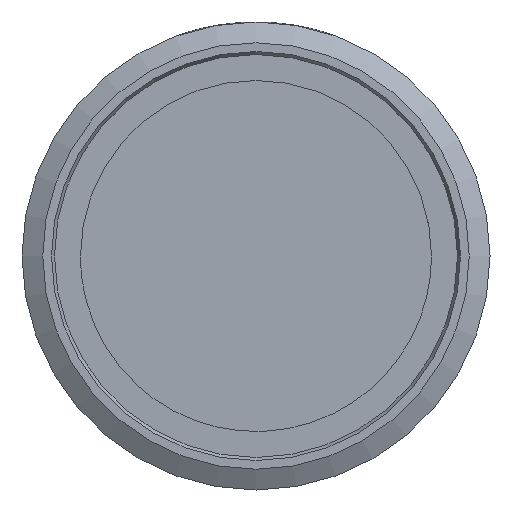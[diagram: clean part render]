
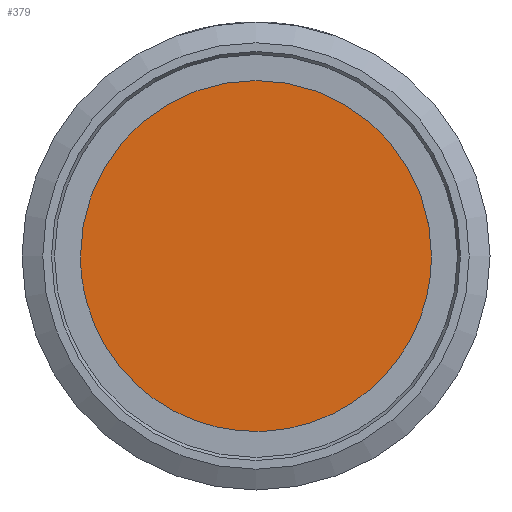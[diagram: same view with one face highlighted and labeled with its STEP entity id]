
A CAD part, front view. The second image highlights one B-rep face of the part: STEP entity #379.
In plain terms, the highlighted planar face has unit normal (0, -1, 0).
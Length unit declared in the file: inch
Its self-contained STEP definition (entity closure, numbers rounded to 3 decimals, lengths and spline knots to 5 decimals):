
#57 = CARTESIAN_POINT ( 'NONE',  ( -0.13321, -1.9685, -0.2306 ) ) ;
#91 = DIRECTION ( 'NONE',  ( 0., -1., 0. ) ) ;
#108 = CARTESIAN_POINT ( 'NONE',  ( -0.08562, -1.9685, -0.25218 ) ) ;
#117 = CARTESIAN_POINT ( 'NONE',  ( 0.22586, -1.9685, -0.14029 ) ) ;
#165 = EDGE_LOOP ( 'NONE', ( #1431, #407 ) ) ;
#202 = AXIS2_PLACEMENT_3D ( 'NONE', #459, #91, #659 ) ;
#269 = CARTESIAN_POINT ( 'NONE',  ( 0.17592, -1.9685, -0.19995 ) ) ;
#294 = CARTESIAN_POINT ( 'NONE',  ( 0.25721, -1.9685, -0.06902 ) ) ;
#379 = ADVANCED_FACE ( 'NONE', ( #1907 ), #576, .T. ) ;
#407 = ORIENTED_EDGE ( 'NONE', *, *, #963, .T. ) ;
#423 = CARTESIAN_POINT ( 'NONE',  ( -0.25718, -1.9685, -0.06918 ) ) ;
#459 = CARTESIAN_POINT ( 'NONE',  ( 0., -1.9685, 0. ) ) ;
#465 = CARTESIAN_POINT ( 'NONE',  ( 0.264, -1.9685, -0.03502 ) ) ;
#472 = CARTESIAN_POINT ( 'NONE',  ( 0.07012, -1.9685, -0.25869 ) ) ;
#495 = CARTESIAN_POINT ( 'NONE',  ( 0.26573, -1.9685, -0.0175 ) ) ;
#548 = EDGE_CURVE ( 'NONE', #2116, #1110, #1642, .T. ) ;
#576 = PLANE ( 'NONE',  #670 ) ;
#623 = CARTESIAN_POINT ( 'NONE',  ( -0.23867, -1.9685, -0.11818 ) ) ;
#631 = CARTESIAN_POINT ( 'NONE',  ( -0.20008, -1.9685, -0.17576 ) ) ;
#659 = DIRECTION ( 'NONE',  ( 0., 0., -1. ) ) ;
#670 = AXIS2_PLACEMENT_3D ( 'NONE', #1147, #1345, #2121 ) ;
#672 = CARTESIAN_POINT ( 'NONE',  ( 0.16248, -1.9685, -0.211 ) ) ;
#680 = CARTESIAN_POINT ( 'NONE',  ( 0.24227, -1.9685, -0.10956 ) ) ;
#856 = CARTESIAN_POINT ( 'NONE',  ( -0.11795, -1.9685, -0.23878 ) ) ;
#894 = CARTESIAN_POINT ( 'NONE',  ( -0.03461, -1.9685, -0.26406 ) ) ;
#963 = EDGE_CURVE ( 'NONE', #1110, #2116, #1037, .T. ) ;
#1023 = CARTESIAN_POINT ( 'NONE',  ( -0.17513, -1.9685, -0.20008 ) ) ;
#1037 = B_SPLINE_CURVE_WITH_KNOTS ( 'NONE', 3,
 ( #1426, #1608, #2420, #423, #1241, #623, #1813, #1619, #631, #2197, #1023, #2395, #2404, #57, #856, #108, #1289, #894, #2261, #1836, #472, #1095, #1862, #672, #269, #2060, #1261, #117, #2456, #2050, #680, #2034, #294, #465, #495, #1491 ),
 .UNSPECIFIED., .F., .F.,
 ( 4, 2, 2, 2, 2, 2, 2, 2, 2, 2, 2, 2, 2, 2, 2, 2, 2, 4 ),
 ( 0., 0.00133, 0.00266, 0.00399, 0.00532, 0.00598, 0.00664, 0.00797, 0.0093, 0.01063, 0.01329, 0.01462, 0.01595, 0.01728, 0.01794, 0.0186, 0.01993, 0.02126 ),
 .UNSPECIFIED. ) ;
#1095 = CARTESIAN_POINT ( 'NONE',  ( 0.11846, -1.9685, -0.23853 ) ) ;
#1110 = VERTEX_POINT ( 'NONE', #1516 ) ;
#1147 = CARTESIAN_POINT ( 'NONE',  ( 0., -1.9685, 0. ) ) ;
#1241 = CARTESIAN_POINT ( 'NONE',  ( -0.25206, -1.9685, -0.08597 ) ) ;
#1261 = CARTESIAN_POINT ( 'NONE',  ( 0.21149, -1.9685, -0.16184 ) ) ;
#1289 = CARTESIAN_POINT ( 'NONE',  ( -0.06886, -1.9685, -0.25727 ) ) ;
#1345 = DIRECTION ( 'NONE',  ( 0., -1., 0. ) ) ;
#1426 = CARTESIAN_POINT ( 'NONE',  ( -0.26575, -1.96851, 0. ) ) ;
#1431 = ORIENTED_EDGE ( 'NONE', *, *, #548, .T. ) ;
#1491 = CARTESIAN_POINT ( 'NONE',  ( 0.26575, -1.96851, 0. ) ) ;
#1516 = CARTESIAN_POINT ( 'NONE',  ( -0.26575, -1.96851, 0. ) ) ;
#1608 = CARTESIAN_POINT ( 'NONE',  ( -0.26573, -1.9685, -0.0175 ) ) ;
#1619 = CARTESIAN_POINT ( 'NONE',  ( -0.21104, -1.9685, -0.16243 ) ) ;
#1642 = CIRCLE ( 'NONE', #202, 0.26575 ) ;
#1813 = CARTESIAN_POINT ( 'NONE',  ( -0.23032, -1.9685, -0.13369 ) ) ;
#1836 = CARTESIAN_POINT ( 'NONE',  ( 0.0352, -1.9685, -0.26571 ) ) ;
#1862 = CARTESIAN_POINT ( 'NONE',  ( 0.13383, -1.9685, -0.23023 ) ) ;
#1907 = FACE_OUTER_BOUND ( 'NONE', #165, .T. ) ;
#2034 = CARTESIAN_POINT ( 'NONE',  ( 0.2522, -1.9685, -0.08553 ) ) ;
#2050 = CARTESIAN_POINT ( 'NONE',  ( 0.23853, -1.9685, -0.11749 ) ) ;
#2060 = CARTESIAN_POINT ( 'NONE',  ( 0.20056, -1.9685, -0.17522 ) ) ;
#2116 = VERTEX_POINT ( 'NONE', #2190 ) ;
#2121 = DIRECTION ( 'NONE',  ( 0., 0., -1. ) ) ;
#2190 = CARTESIAN_POINT ( 'NONE',  ( 0.26575, -1.96851, 0. ) ) ;
#2197 = CARTESIAN_POINT ( 'NONE',  ( -0.18164, -1.9685, -0.19418 ) ) ;
#2261 = CARTESIAN_POINT ( 'NONE',  ( -0.01713, -1.9685, -0.26577 ) ) ;
#2395 = CARTESIAN_POINT ( 'NONE',  ( -0.16169, -1.9685, -0.21109 ) ) ;
#2404 = CARTESIAN_POINT ( 'NONE',  ( -0.15473, -1.9685, -0.21623 ) ) ;
#2420 = CARTESIAN_POINT ( 'NONE',  ( -0.26402, -1.9685, -0.03492 ) ) ;
#2456 = CARTESIAN_POINT ( 'NONE',  ( 0.23032, -1.9685, -0.13286 ) ) ;
